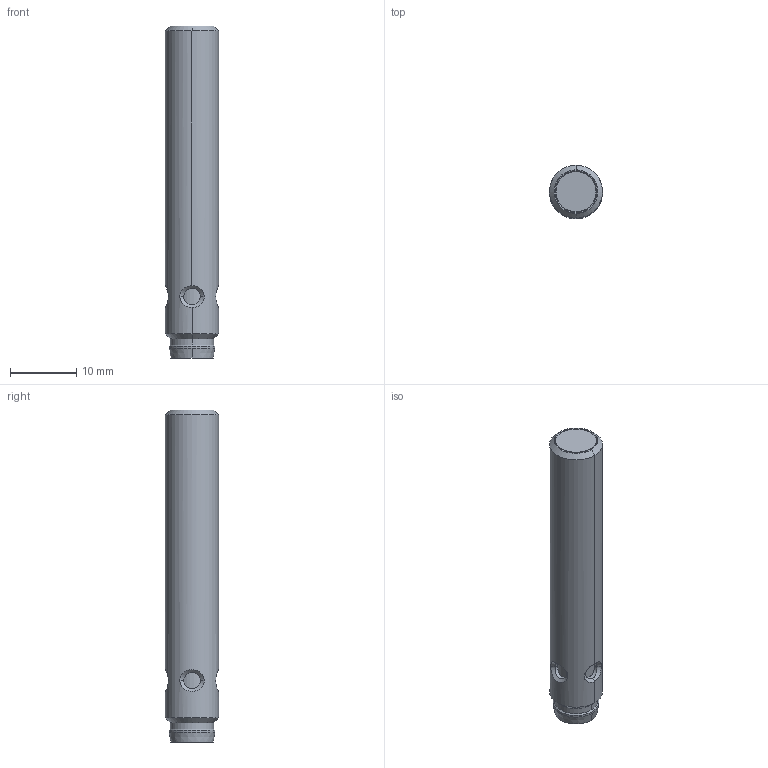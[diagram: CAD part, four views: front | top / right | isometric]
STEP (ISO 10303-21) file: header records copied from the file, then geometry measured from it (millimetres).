
FILE_DESCRIPTION((''),'2;1');
FILE_NAME('CAD-7008_SW0001','2020-07-21T11:16:00',('creinig-se'),(''),'CREO PARAMETRIC BY PTC INC, 2019292','CREO PARAMETRIC BY PTC INC, 2019292','');
FILE_SCHEMA(('CONFIG_CONTROL_DESIGN','SHAPE_APPEARANCE_LAYERS_GROUPS'));
Length unit declared in the file: millimetre
Products named in the file (1): CAD-7008_SW0001
Bounding box: 8 x 8 x 50 mm (x, y, z)
Volume: 2281.5 mm3; surface area: 1654.6 mm2
Topology: 1 solids, 1 shells, 81 faces, 243 edges, 211 vertices
Faces by surface type: cylinder 34, cone 24, bspline 12, sphere 6, plane 5
Entity records: 4796 total; most frequent: CARTESIAN_POINT 1976, DIRECTION 433, ORIENTED_EDGE 372, EDGE_CURVE 186, AXIS2_PLACEMENT_3D 162, PRESENTATION_STYLE_ASSIGNMENT 133, STYLED_ITEM 133, VECTOR 109
